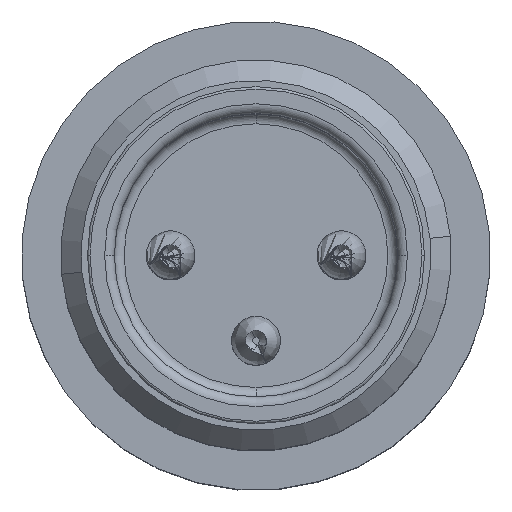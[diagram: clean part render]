
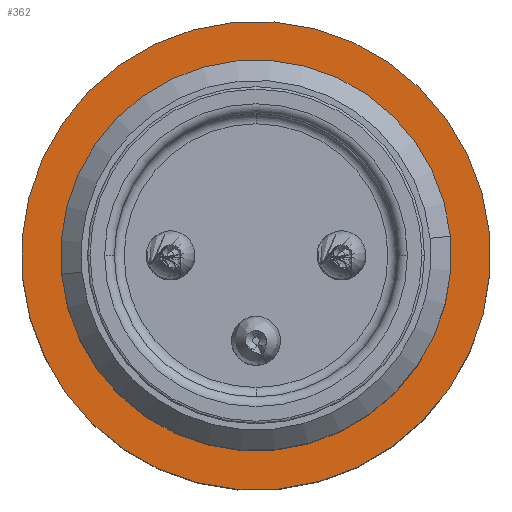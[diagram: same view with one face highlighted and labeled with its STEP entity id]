
A CAD part, top view. The second image highlights one B-rep face of the part: STEP entity #362.
In plain terms, the highlighted planar face has unit normal (0, 0, 1).
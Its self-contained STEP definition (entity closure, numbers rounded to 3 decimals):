
#362=ADVANCED_FACE('',(#768,#769),#770,.F.);
#768=FACE_OUTER_BOUND('',#1316,.T.);
#769=FACE_BOUND('',#1317,.T.);
#770=PLANE('',#1318);
#1316=EDGE_LOOP('',(#2394,#2395));
#1317=EDGE_LOOP('',(#2396,#2397));
#1318=AXIS2_PLACEMENT_3D('',#2398,#2399,#2400);
#2394=ORIENTED_EDGE('',*,*,#3151,.F.);
#2395=ORIENTED_EDGE('',*,*,#2855,.F.);
#2396=ORIENTED_EDGE('',*,*,#3153,.T.);
#2397=ORIENTED_EDGE('',*,*,#2738,.T.);
#2398=CARTESIAN_POINT('',(3.981,0.389,34.9));
#2399=DIRECTION('',(0.,0.,-1.0));
#2400=DIRECTION('',(-1.0,0.0,0.));
#2738=EDGE_CURVE('',#3215,#3212,#3216,.T.);
#2855=EDGE_CURVE('',#3405,#3402,#3407,.T.);
#3151=EDGE_CURVE('',#3402,#3405,#3836,.T.);
#3153=EDGE_CURVE('',#3212,#3215,#3838,.T.);
#3212=VERTEX_POINT('',#3899);
#3215=VERTEX_POINT('',#3903);
#3216=CIRCLE('',#3904,4.0);
#3402=VERTEX_POINT('',#4126);
#3405=VERTEX_POINT('',#4130);
#3407=CIRCLE('',#4133,4.8);
#3836=CIRCLE('',#5055,4.8);
#3838=CIRCLE('',#5057,4.0);
#3899=CARTESIAN_POINT('',(-3.981,-0.389,34.9));
#3903=CARTESIAN_POINT('',(3.981,0.389,34.9));
#3904=AXIS2_PLACEMENT_3D('',#5152,#5153,#5154);
#4126=CARTESIAN_POINT('',(-4.777,-0.467,34.9));
#4130=CARTESIAN_POINT('',(4.777,0.467,34.9));
#4133=AXIS2_PLACEMENT_3D('',#5373,#5374,#5375);
#5055=AXIS2_PLACEMENT_3D('',#5685,#5686,#5687);
#5057=AXIS2_PLACEMENT_3D('',#5688,#5689,#5690);
#5152=CARTESIAN_POINT('',(0.,0.,34.9));
#5153=DIRECTION('',(0.,0.,-1.0));
#5154=DIRECTION('',(-0.995,-0.097,0.));
#5373=CARTESIAN_POINT('',(0.,0.,34.9));
#5374=DIRECTION('',(0.,0.,-1.0));
#5375=DIRECTION('',(-0.995,-0.097,0.));
#5685=CARTESIAN_POINT('',(0.,0.,34.9));
#5686=DIRECTION('',(0.,0.,-1.0));
#5687=DIRECTION('',(-0.995,-0.097,0.));
#5688=CARTESIAN_POINT('',(0.,0.,34.9));
#5689=DIRECTION('',(0.,0.,-1.0));
#5690=DIRECTION('',(-0.995,-0.097,0.));
